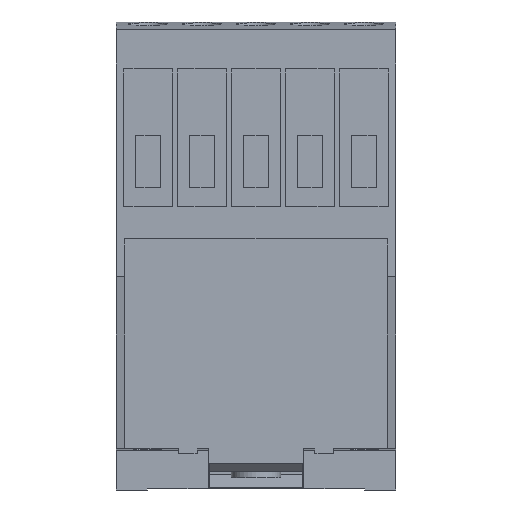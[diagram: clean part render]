
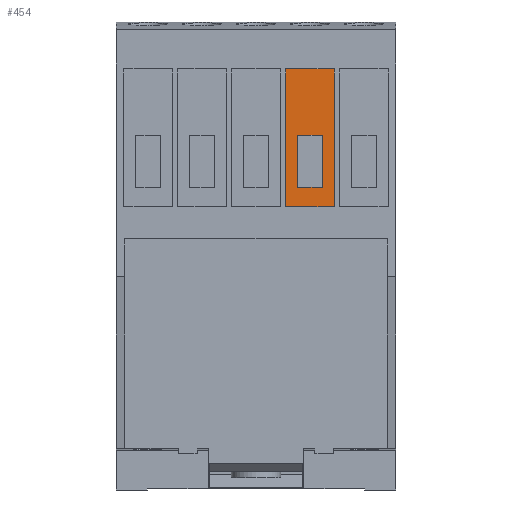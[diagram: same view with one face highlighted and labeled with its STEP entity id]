
A CAD part, front view. The second image highlights one B-rep face of the part: STEP entity #454.
In plain terms, the highlighted planar face has unit normal (0, -1, 0).
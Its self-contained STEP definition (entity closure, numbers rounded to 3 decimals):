
#454 = ADVANCED_FACE( '', ( #1351, #1352 ), #1353, .F. );
#1351 = FACE_BOUND( '', #2400, .T. );
#1352 = FACE_OUTER_BOUND( '', #2401, .T. );
#1353 = PLANE( '', #2402 );
#2400 = EDGE_LOOP( '', ( #5809, #5810, #5811, #5812 ) );
#2401 = EDGE_LOOP( '', ( #5813, #5814, #5815, #5816 ) );
#2402 = AXIS2_PLACEMENT_3D( '', #5817, #5818, #5819 );
#5809 = ORIENTED_EDGE( '', *, *, #7877, .T. );
#5810 = ORIENTED_EDGE( '', *, *, #7880, .T. );
#5811 = ORIENTED_EDGE( '', *, *, #7870, .T. );
#5812 = ORIENTED_EDGE( '', *, *, #7874, .T. );
#5813 = ORIENTED_EDGE( '', *, *, #7978, .T. );
#5814 = ORIENTED_EDGE( '', *, *, #7982, .T. );
#5815 = ORIENTED_EDGE( '', *, *, #7985, .T. );
#5816 = ORIENTED_EDGE( '', *, *, #7988, .T. );
#5817 = CARTESIAN_POINT( '', ( 0., -29.5, 0. ) );
#5818 = DIRECTION( '', ( 0., 1., 0. ) );
#5819 = DIRECTION( '', ( 0., 0., 1. ) );
#7870 = EDGE_CURVE( '', #9894, #9895, #9896, .T. );
#7874 = EDGE_CURVE( '', #9895, #9902, #9903, .T. );
#7877 = EDGE_CURVE( '', #9902, #9907, #9908, .T. );
#7880 = EDGE_CURVE( '', #9907, #9894, #9912, .T. );
#7978 = EDGE_CURVE( '', #10074, #10075, #10076, .T. );
#7982 = EDGE_CURVE( '', #10075, #10082, #10083, .T. );
#7985 = EDGE_CURVE( '', #10082, #10087, #10088, .T. );
#7988 = EDGE_CURVE( '', #10087, #10074, #10092, .T. );
#9894 = VERTEX_POINT( '', #13676 );
#9895 = VERTEX_POINT( '', #13677 );
#9896 = LINE( '', #13678, #13679 );
#9902 = VERTEX_POINT( '', #13688 );
#9903 = LINE( '', #13689, #13690 );
#9907 = VERTEX_POINT( '', #13696 );
#9908 = LINE( '', #13697, #13698 );
#9912 = LINE( '', #13704, #13705 );
#10074 = VERTEX_POINT( '', #13964 );
#10075 = VERTEX_POINT( '', #13965 );
#10076 = LINE( '', #13966, #13967 );
#10082 = VERTEX_POINT( '', #13976 );
#10083 = LINE( '', #13977, #13978 );
#10087 = VERTEX_POINT( '', #13984 );
#10088 = LINE( '', #13985, #13986 );
#10092 = LINE( '', #13992, #13993 );
#13676 = CARTESIAN_POINT( '', ( 33.2, -29.5, 54.2 ) );
#13677 = CARTESIAN_POINT( '', ( 33.2, -29.5, 45.8 ) );
#13678 = CARTESIAN_POINT( '', ( 33.2, -29.5, 22.9 ) );
#13679 = VECTOR( '', #15968, 1. );
#13688 = CARTESIAN_POINT( '', ( 29.2, -29.5, 45.8 ) );
#13689 = CARTESIAN_POINT( '', ( 14.6, -29.5, 45.8 ) );
#13690 = VECTOR( '', #15972, 1. );
#13696 = CARTESIAN_POINT( '', ( 29.2, -29.5, 54.2 ) );
#13697 = CARTESIAN_POINT( '', ( 29.2, -29.5, 27.1 ) );
#13698 = VECTOR( '', #15975, 1. );
#13704 = CARTESIAN_POINT( '', ( 16.6, -29.5, 54.2 ) );
#13705 = VECTOR( '', #15978, 1. );
#13964 = CARTESIAN_POINT( '', ( 27.3, -29.5, 64.9 ) );
#13965 = CARTESIAN_POINT( '', ( 27.3, -29.5, 42.7 ) );
#13966 = CARTESIAN_POINT( '', ( 27.3, -29.5, 42.7 ) );
#13967 = VECTOR( '', #16076, 1. );
#13976 = CARTESIAN_POINT( '', ( 35.1, -29.5, 42.7 ) );
#13977 = CARTESIAN_POINT( '', ( 35.1, -29.5, 42.7 ) );
#13978 = VECTOR( '', #16080, 1. );
#13984 = CARTESIAN_POINT( '', ( 35.1, -29.5, 64.9 ) );
#13985 = CARTESIAN_POINT( '', ( 35.1, -29.5, 64.9 ) );
#13986 = VECTOR( '', #16083, 1. );
#13992 = CARTESIAN_POINT( '', ( 27.3, -29.5, 64.9 ) );
#13993 = VECTOR( '', #16086, 1. );
#15968 = DIRECTION( '', ( 0., 0., -1. ) );
#15972 = DIRECTION( '', ( -1., 0., 0. ) );
#15975 = DIRECTION( '', ( 0., 0., 1. ) );
#15978 = DIRECTION( '', ( 1., 0., 0. ) );
#16076 = DIRECTION( '', ( 0., 0., -1. ) );
#16080 = DIRECTION( '', ( 1., 0., 0. ) );
#16083 = DIRECTION( '', ( 0., 0., 1. ) );
#16086 = DIRECTION( '', ( -1., 0., 0. ) );
